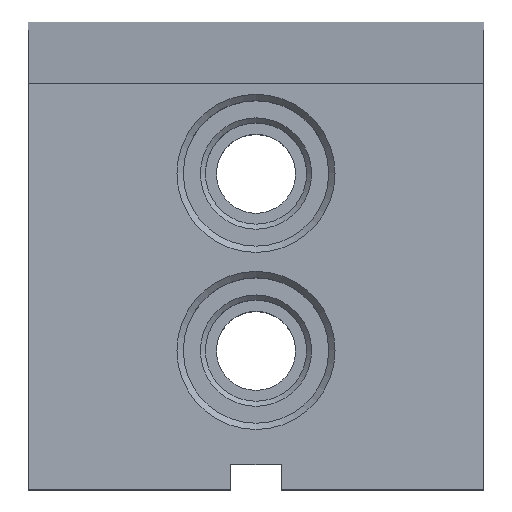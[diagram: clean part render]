
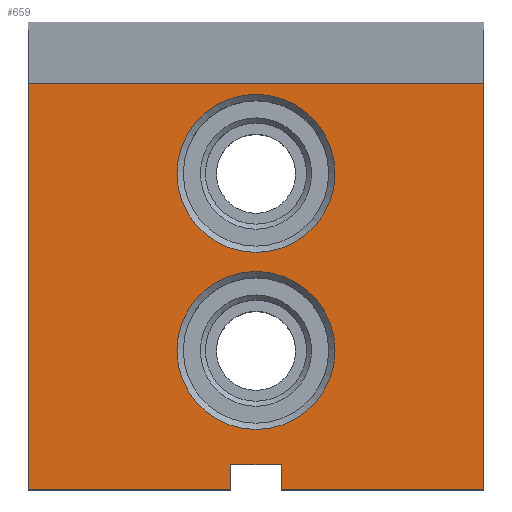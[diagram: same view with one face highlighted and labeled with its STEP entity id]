
A CAD part, top view. The second image highlights one B-rep face of the part: STEP entity #659.
In plain terms, the highlighted planar face has unit normal (0, 0, 1).
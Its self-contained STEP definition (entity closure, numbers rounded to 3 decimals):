
#659 = ADVANCED_FACE( '', ( #1421, #1422, #1423 ), #1424, .F. );
#1421 = FACE_BOUND( '', #2294, .T. );
#1422 = FACE_BOUND( '', #2295, .T. );
#1423 = FACE_OUTER_BOUND( '', #2296, .T. );
#1424 = PLANE( '', #2297 );
#2294 = EDGE_LOOP( '', ( #4035 ) );
#2295 = EDGE_LOOP( '', ( #4036 ) );
#2296 = EDGE_LOOP( '', ( #4037, #4038, #4039, #4040, #4041, #4042, #4043, #4044 ) );
#2297 = AXIS2_PLACEMENT_3D( '', #4045, #4046, #4047 );
#4035 = ORIENTED_EDGE( '', *, *, #6050, .T. );
#4036 = ORIENTED_EDGE( '', *, *, #5800, .T. );
#4037 = ORIENTED_EDGE( '', *, *, #6051, .T. );
#4038 = ORIENTED_EDGE( '', *, *, #5443, .F. );
#4039 = ORIENTED_EDGE( '', *, *, #6052, .F. );
#4040 = ORIENTED_EDGE( '', *, *, #6033, .F. );
#4041 = ORIENTED_EDGE( '', *, *, #6009, .T. );
#4042 = ORIENTED_EDGE( '', *, *, #6053, .T. );
#4043 = ORIENTED_EDGE( '', *, *, #5792, .T. );
#4044 = ORIENTED_EDGE( '', *, *, #6054, .T. );
#4045 = CARTESIAN_POINT( '', ( -36., 37., 40. ) );
#4046 = DIRECTION( '', ( 0., 0., -1. ) );
#4047 = DIRECTION( '', ( -1., 0., 0. ) );
#5443 = EDGE_CURVE( '', #6597, #6593, #6599, .T. );
#5792 = EDGE_CURVE( '', #7184, #7182, #7185, .T. );
#5800 = EDGE_CURVE( '', #7196, #7196, #7197, .T. );
#6009 = EDGE_CURVE( '', #7513, #7511, #7514, .T. );
#6033 = EDGE_CURVE( '', #7513, #7542, #7545, .T. );
#6050 = EDGE_CURVE( '', #7566, #7566, #7567, .T. );
#6051 = EDGE_CURVE( '', #7568, #6593, #7569, .T. );
#6052 = EDGE_CURVE( '', #7542, #6597, #7570, .T. );
#6053 = EDGE_CURVE( '', #7511, #7184, #7571, .T. );
#6054 = EDGE_CURVE( '', #7182, #7568, #7572, .T. );
#6593 = VERTEX_POINT( '', #8265 );
#6597 = VERTEX_POINT( '', #8271 );
#6599 = LINE( '', #8274, #8275 );
#7182 = VERTEX_POINT( '', #9138 );
#7184 = VERTEX_POINT( '', #9141 );
#7185 = LINE( '', #9142, #9143 );
#7196 = VERTEX_POINT( '', #9158 );
#7197 = CIRCLE( '', #9159, 12.5 );
#7511 = VERTEX_POINT( '', #9612 );
#7513 = VERTEX_POINT( '', #9615 );
#7514 = LINE( '', #9616, #9617 );
#7542 = VERTEX_POINT( '', #9657 );
#7545 = LINE( '', #9662, #9663 );
#7566 = VERTEX_POINT( '', #9693 );
#7567 = CIRCLE( '', #9694, 12.5 );
#7568 = VERTEX_POINT( '', #9695 );
#7569 = LINE( '', #9696, #9697 );
#7570 = LINE( '', #9698, #9699 );
#7571 = LINE( '', #9700, #9701 );
#7572 = LINE( '', #9702, #9703 );
#8265 = CARTESIAN_POINT( '', ( -4., -37., 40. ) );
#8271 = CARTESIAN_POINT( '', ( -4., -33., 40. ) );
#8274 = CARTESIAN_POINT( '', ( -4., -33., 40. ) );
#8275 = VECTOR( '', #10363, 1000. );
#9138 = CARTESIAN_POINT( '', ( -36., 27.25, 40. ) );
#9141 = CARTESIAN_POINT( '', ( 36., 27.25, 40. ) );
#9142 = CARTESIAN_POINT( '', ( 36., 27.25, 40. ) );
#9143 = VECTOR( '', #10660, 1000. );
#9158 = CARTESIAN_POINT( '', ( -12.5, -15., 40. ) );
#9159 = AXIS2_PLACEMENT_3D( '', #10668, #10669, #10670 );
#9612 = CARTESIAN_POINT( '', ( 36., -37., 40. ) );
#9615 = CARTESIAN_POINT( '', ( 4., -37., 40. ) );
#9616 = CARTESIAN_POINT( '', ( -36., -37., 40. ) );
#9617 = VECTOR( '', #10844, 1000. );
#9657 = CARTESIAN_POINT( '', ( 4., -33., 40. ) );
#9662 = CARTESIAN_POINT( '', ( 4., -37., 40. ) );
#9663 = VECTOR( '', #10862, 1000. );
#9693 = CARTESIAN_POINT( '', ( -12.5, 13., 40. ) );
#9694 = AXIS2_PLACEMENT_3D( '', #10872, #10873, #10874 );
#9695 = CARTESIAN_POINT( '', ( -36., -37., 40. ) );
#9696 = CARTESIAN_POINT( '', ( -36., -37., 40. ) );
#9697 = VECTOR( '', #10875, 1000. );
#9698 = CARTESIAN_POINT( '', ( 4., -33., 40. ) );
#9699 = VECTOR( '', #10876, 1000. );
#9700 = CARTESIAN_POINT( '', ( 36., -37., 40. ) );
#9701 = VECTOR( '', #10877, 1000. );
#9702 = CARTESIAN_POINT( '', ( -36., 37., 40. ) );
#9703 = VECTOR( '', #10878, 1000. );
#10363 = DIRECTION( '', ( 0., -1., 0. ) );
#10660 = DIRECTION( '', ( -1., 0., 0. ) );
#10668 = CARTESIAN_POINT( '', ( 0., -15., 40. ) );
#10669 = DIRECTION( '', ( 0., 0., -1. ) );
#10670 = DIRECTION( '', ( -1., 0., 0. ) );
#10844 = DIRECTION( '', ( 1., 0., 0. ) );
#10862 = DIRECTION( '', ( 0., 1., 0. ) );
#10872 = CARTESIAN_POINT( '', ( 0., 13., 40. ) );
#10873 = DIRECTION( '', ( 0., 0., -1. ) );
#10874 = DIRECTION( '', ( -1., 0., 0. ) );
#10875 = DIRECTION( '', ( 1., 0., 0. ) );
#10876 = DIRECTION( '', ( -1., 0., 0. ) );
#10877 = DIRECTION( '', ( 0., 1., 0. ) );
#10878 = DIRECTION( '', ( 0., -1., 0. ) );
